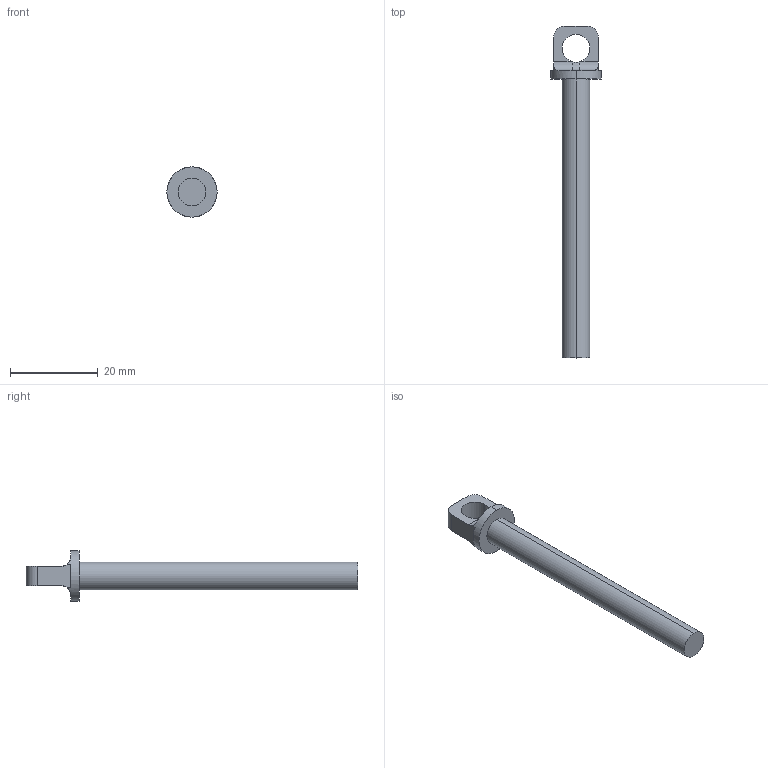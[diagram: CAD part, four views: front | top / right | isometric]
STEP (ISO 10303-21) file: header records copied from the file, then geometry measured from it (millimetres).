
FILE_DESCRIPTION (( 'STEP AP214' ), '1' );
FILE_NAME ('eyebolt.STEP', '2024-08-15T00:58:59', ( '' ), ( '' ), 'SwSTEP 2.0', 'SolidWorks 2024', '' );
FILE_SCHEMA (( 'AUTOMOTIVE_DESIGN' ));
Length unit declared in the file: inch
Products named in the file (1): eyebolt
Bounding box: 11.43 x 75.56 x 11.43 mm (x, y, z)
Volume: 2529.8 mm3; surface area: 1833.2 mm2
Topology: 1 solids, 1 shells, 25 faces, 68 edges, 44 vertices
Faces by surface type: cylinder 12, plane 11, bspline 2
Entity records: 895 total; most frequent: CARTESIAN_POINT 220, DIRECTION 142, ORIENTED_EDGE 136, EDGE_CURVE 68, AXIS2_PLACEMENT_3D 56, VERTEX_POINT 44, CIRCLE 32, LINE 30
